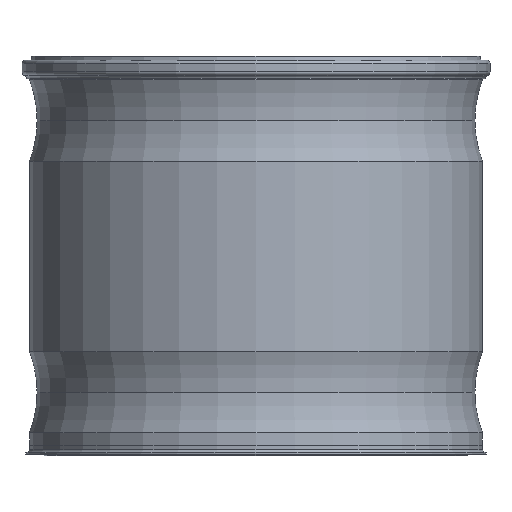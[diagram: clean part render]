
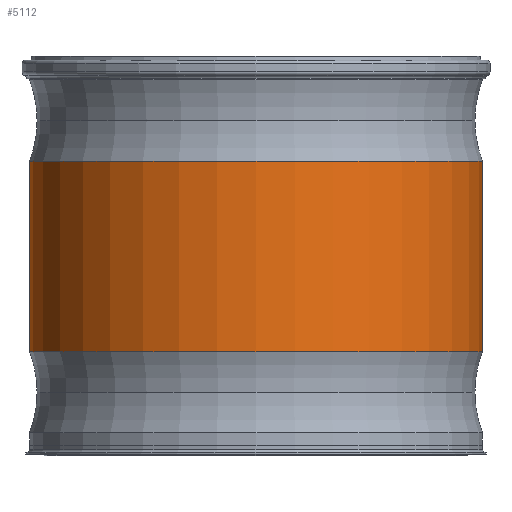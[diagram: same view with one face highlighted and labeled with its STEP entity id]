
A CAD part, front view. The second image highlights one B-rep face of the part: STEP entity #5112.
In plain terms, the highlighted cylindrical face has radius 30 mm (diameter 60 mm), a partial arc.
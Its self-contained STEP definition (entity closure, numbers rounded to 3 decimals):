
#16 = EDGE_LOOP ( 'NONE', ( #7950, #5577, #5556, #1080 ) ) ;
#134 = CARTESIAN_POINT ( 'NONE',  ( -109.08, -67.791, 80.209 ) ) ;
#263 = VECTOR ( 'NONE', #2231, 1000. ) ;
#285 = VECTOR ( 'NONE', #1845, 1000. ) ;
#637 = DIRECTION ( 'NONE',  ( 0., 0., -1. ) ) ;
#672 = CARTESIAN_POINT ( 'NONE',  ( -79.08, -67.791, 77.824 ) ) ;
#680 = LINE ( 'NONE', #134, #263 ) ;
#1080 = ORIENTED_EDGE ( 'NONE', *, *, #7186, .F. ) ;
#1099 = CARTESIAN_POINT ( 'NONE',  ( -49.08, -67.791, 77.824 ) ) ;
#1257 = EDGE_CURVE ( 'NONE', #4937, #7579, #2932, .T. ) ;
#1372 = FACE_OUTER_BOUND ( 'NONE', #16, .T. ) ;
#1443 = EDGE_CURVE ( 'NONE', #4937, #2584, #680, .T. ) ;
#1845 = DIRECTION ( 'NONE',  ( 0., 0., -1. ) ) ;
#1977 = CARTESIAN_POINT ( 'NONE',  ( -109.08, -67.791, 77.824 ) ) ;
#2008 = DIRECTION ( 'NONE',  ( -1., 0., 0. ) ) ;
#2226 = CIRCLE ( 'NONE', #2361, 30. ) ;
#2231 = DIRECTION ( 'NONE',  ( 0., 0., -1. ) ) ;
#2361 = AXIS2_PLACEMENT_3D ( 'NONE', #8333, #2815, #7542 ) ;
#2584 = VERTEX_POINT ( 'NONE', #5793 ) ;
#2693 = CARTESIAN_POINT ( 'NONE',  ( -49.08, -67.791, 52.594 ) ) ;
#2815 = DIRECTION ( 'NONE',  ( 0., 0., -1. ) ) ;
#2932 = CIRCLE ( 'NONE', #7807, 30. ) ;
#3182 = EDGE_CURVE ( 'NONE', #7579, #7436, #6755, .T. ) ;
#3718 = CARTESIAN_POINT ( 'NONE',  ( -49.08, -67.791, 80.209 ) ) ;
#4745 = AXIS2_PLACEMENT_3D ( 'NONE', #6766, #637, #2008 ) ;
#4937 = VERTEX_POINT ( 'NONE', #1977 ) ;
#5112 = ADVANCED_FACE ( 'NONE', ( #1372 ), #6229, .T. ) ;
#5556 = ORIENTED_EDGE ( 'NONE', *, *, #1443, .T. ) ;
#5577 = ORIENTED_EDGE ( 'NONE', *, *, #1257, .F. ) ;
#5793 = CARTESIAN_POINT ( 'NONE',  ( -109.08, -67.791, 52.594 ) ) ;
#6229 = CYLINDRICAL_SURFACE ( 'NONE', #4745, 30. ) ;
#6755 = LINE ( 'NONE', #3718, #285 ) ;
#6766 = CARTESIAN_POINT ( 'NONE',  ( -79.08, -67.791, 80.209 ) ) ;
#6862 = DIRECTION ( 'NONE',  ( 0., 0., 1. ) ) ;
#7186 = EDGE_CURVE ( 'NONE', #7436, #2584, #2226, .T. ) ;
#7436 = VERTEX_POINT ( 'NONE', #2693 ) ;
#7462 = DIRECTION ( 'NONE',  ( 1., 0., 0. ) ) ;
#7542 = DIRECTION ( 'NONE',  ( -1., 0., 0. ) ) ;
#7579 = VERTEX_POINT ( 'NONE', #1099 ) ;
#7807 = AXIS2_PLACEMENT_3D ( 'NONE', #672, #6862, #7462 ) ;
#7950 = ORIENTED_EDGE ( 'NONE', *, *, #3182, .F. ) ;
#8333 = CARTESIAN_POINT ( 'NONE',  ( -79.08, -67.791, 52.594 ) ) ;
